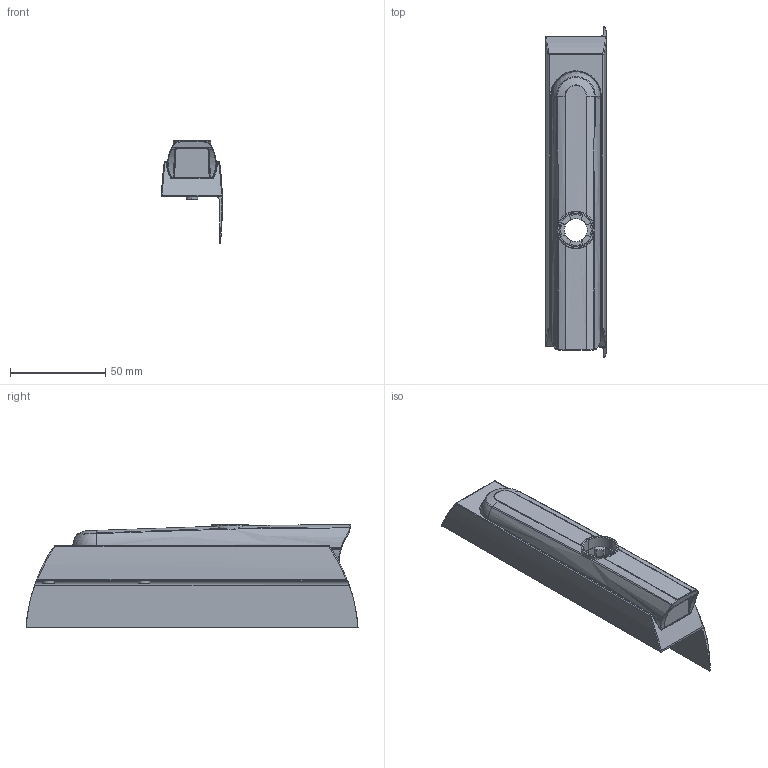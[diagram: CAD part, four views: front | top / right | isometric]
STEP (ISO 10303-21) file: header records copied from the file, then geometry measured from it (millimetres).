
FILE_DESCRIPTION(('STEP AP214'),'1');
FILE_NAME('cctmp_1F74A500-D010-4F83-838A-DC9A5CCA693D_2024_05_23_12_38_19_0215..stp','2024-05-23T10:38:21',('SIEMENS A&D'),('CADClick - www.CADClick.com'),'Spatial InterOp 3D',' ','unknown authorization');
FILE_SCHEMA(('AUTOMOTIVE_DESIGN'));
Length unit declared in the file: millimetre
Products named in the file (4): cc_unnamed; 2024_05_23_12_38_19_0164; 2024_05_23_12_38_19_0123; 2024_05_23_12_38_19_0083
Assembly tree (3 placements, depth 2):
  cc_unnamed
    2024_05_23_12_38_19_0164
    2024_05_23_12_38_19_0123
    2024_05_23_12_38_19_0083
Bounding box: 31.92 x 174 x 53.8 mm (x, y, z)
Volume: 68763.9 mm3; surface area: 52780.7 mm2
Topology: 3 solids, 3 shells, 1068 faces, 2680 edges, 1593 vertices
Faces by surface type: cylinder 378, plane 276, bspline 201, torus 118, sphere 81, cone 14
Entity records: 69914 total; most frequent: CARTESIAN_POINT 36864, ORIENTED_EDGE 5274, DIRECTION 4937, EDGE_CURVE 2637, AXIS2_PLACEMENT_3D 1937, VERTEX_POINT 1593, EDGE_LOOP 1096, STYLED_ITEM 1071
